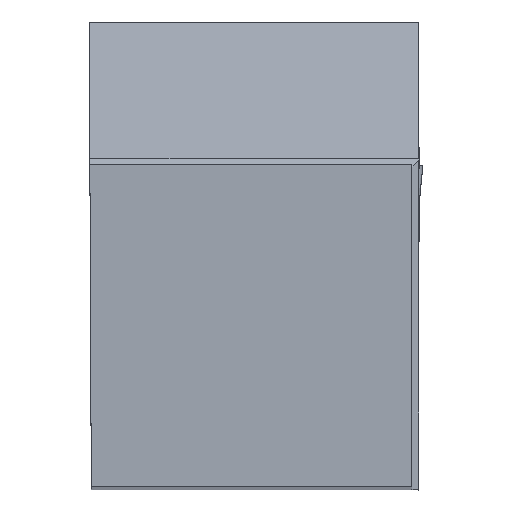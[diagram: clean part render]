
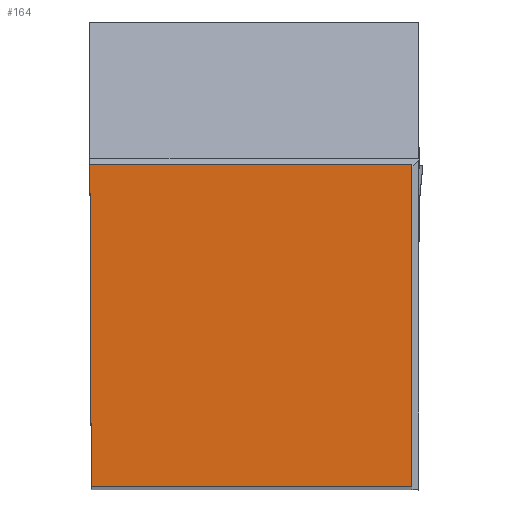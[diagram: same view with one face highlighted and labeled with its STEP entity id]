
A CAD part, top view. The second image highlights one B-rep face of the part: STEP entity #164.
In plain terms, the highlighted planar face has unit normal (0, 0, 1).
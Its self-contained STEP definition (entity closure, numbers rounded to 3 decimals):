
#164=ADVANCED_FACE('BLANK_BOXF006',(#264),#211,.F.);
#211=PLANE('',#1279);
#264=FACE_OUTER_BOUND('',#320,.T.);
#320=EDGE_LOOP('',(#573,#574,#575,#576));
#573=ORIENTED_EDGE('',*,*,#890,.T.);
#574=ORIENTED_EDGE('',*,*,#891,.T.);
#575=ORIENTED_EDGE('',*,*,#892,.T.);
#576=ORIENTED_EDGE('',*,*,#878,.T.);
#744=VERTEX_POINT('',#2012);
#745=VERTEX_POINT('',#2014);
#753=VERTEX_POINT('',#2037);
#754=VERTEX_POINT('',#2039);
#878=EDGE_CURVE('',#745,#744,#1002,.T.);
#890=EDGE_CURVE('',#744,#753,#1012,.T.);
#891=EDGE_CURVE('',#753,#754,#1013,.T.);
#892=EDGE_CURVE('',#754,#745,#1014,.T.);
#1002=LINE('',#2013,#1127);
#1012=LINE('',#2036,#1137);
#1013=LINE('',#2038,#1138);
#1014=LINE('',#2040,#1139);
#1127=VECTOR('',#1502,1.);
#1137=VECTOR('',#1522,1.);
#1138=VECTOR('',#1523,1.);
#1139=VECTOR('',#1524,1.);
#1279=AXIS2_PLACEMENT_3D('',#2041,#1525,#1526);
#1502=DIRECTION('',(1.,0.,0.));
#1522=DIRECTION('',(0.,1.,0.));
#1523=DIRECTION('',(-1.,0.,0.));
#1524=DIRECTION('',(0.004,-1.,0.));
#1525=DIRECTION('',(0.,0.,-1.));
#1526=DIRECTION('',(0.,-1.,0.));
#2012=CARTESIAN_POINT('',(18.923,0.,0.));
#2013=CARTESIAN_POINT('',(-126.2,0.,0.));
#2014=CARTESIAN_POINT('',(0.083,0.,0.));
#2036=CARTESIAN_POINT('',(18.923,-126.2,0.));
#2037=CARTESIAN_POINT('',(18.923,18.923,0.));
#2038=CARTESIAN_POINT('',(126.2,18.923,0.));
#2039=CARTESIAN_POINT('',(0.,18.923,0.));
#2040=CARTESIAN_POINT('',(-0.468,126.199,0.));
#2041=CARTESIAN_POINT('',(19.308,-5.,0.));
